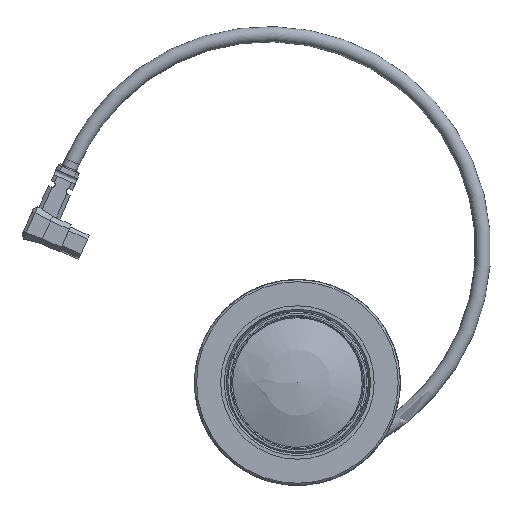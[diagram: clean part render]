
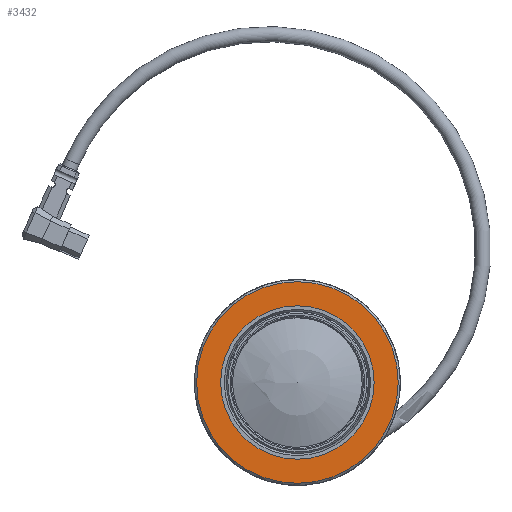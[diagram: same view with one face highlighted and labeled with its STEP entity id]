
A CAD part, left-side view. The second image highlights one B-rep face of the part: STEP entity #3432.
In plain terms, the highlighted planar face has unit normal (-1, 0, 0).
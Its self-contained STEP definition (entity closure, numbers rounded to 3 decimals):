
#2388=PLANE('',#13556);
#2890=CIRCLE('',#13553,24.5);
#2891=CIRCLE('',#13555,15.7);
#3432=ADVANCED_FACE('BCT_REF_132402',(#11365,#11366),#2388,.F.);
#4145=EDGE_LOOP('',(#5868));
#4146=EDGE_LOOP('',(#5869));
#5868=ORIENTED_EDGE('',*,*,#9138,.F.);
#5869=ORIENTED_EDGE('',*,*,#9137,.T.);
#9137=EDGE_CURVE('',#12060,#12060,#2890,.T.);
#9138=EDGE_CURVE('BCT_REF_125861',#12061,#12061,#2891,.T.);
#11365=FACE_BOUND('',#4145,.T.);
#11366=FACE_BOUND('',#4146,.T.);
#12060=VERTEX_POINT('',#18387);
#12061=VERTEX_POINT('',#18390);
#13553=AXIS2_PLACEMENT_3D('',#18386,#15409,#15410);
#13555=AXIS2_PLACEMENT_3D('',#18389,#15413,#15414);
#13556=AXIS2_PLACEMENT_3D('',#18391,#15415,#15416);
#15409=DIRECTION('',(-1.,0.,0.));
#15410=DIRECTION('',(0.,-0.866,0.5));
#15413=DIRECTION('',(-1.,0.,0.));
#15414=DIRECTION('',(0.,-0.866,0.5));
#15415=DIRECTION('',(1.,0.,0.));
#15416=DIRECTION('',(0.,0.866,-0.5));
#18386=CARTESIAN_POINT('',(-46.269,0.,0.));
#18387=CARTESIAN_POINT('',(-46.269,-21.218,12.25));
#18389=CARTESIAN_POINT('',(-46.269,0.,0.));
#18390=CARTESIAN_POINT('',(-46.269,-13.597,7.85));
#18391=CARTESIAN_POINT('',(-46.269,12.25,21.218));
